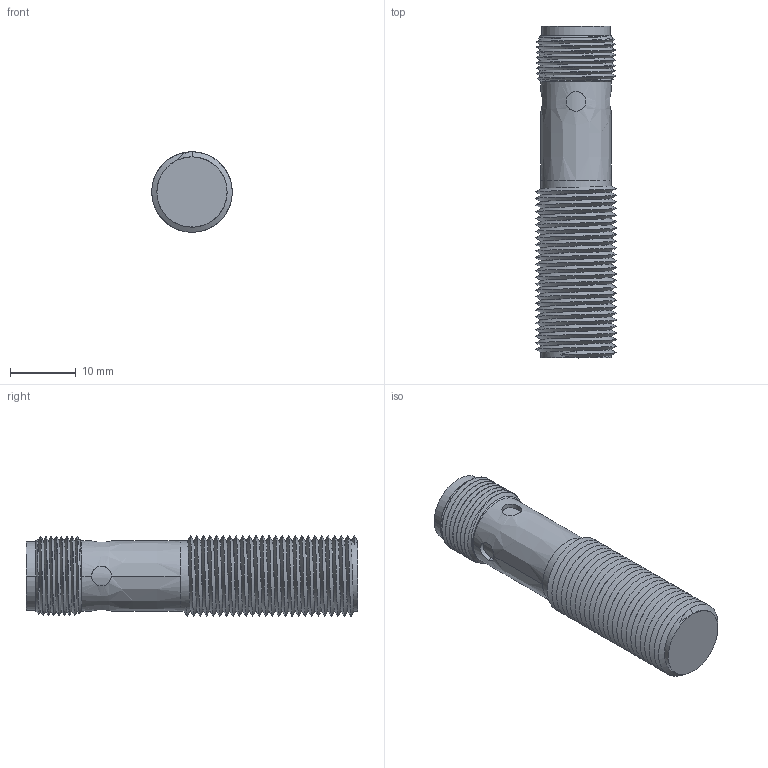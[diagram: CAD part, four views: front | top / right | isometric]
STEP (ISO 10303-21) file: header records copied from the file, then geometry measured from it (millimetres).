
FILE_DESCRIPTION(('FreeCAD Model'),'2;1');
FILE_NAME('FCM1-1202X-XRS4.stp','2021-12-07T13:56:20',( 'Author'),(''),'Open CASCADE STEP processor 7.3','FreeCAD','Unknown' );
FILE_SCHEMA(('AUTOMOTIVE_DESIGN { 1 0 10303 214 1 1 1 1 }'));
Length unit declared in the file: millimetre
Products named in the file (1): FCM1-1202X-XRS4
Bounding box: 12.26 x 50.6 x 12.26 mm (x, y, z)
Volume: 4672.8 mm3; surface area: 3328.6 mm2
Topology: 1 solids, 1 shells, 101 faces, 264 edges, 165 vertices
Faces by surface type: bspline 101
Entity records: 19822 total; most frequent: CARTESIAN_POINT 15641, B_SPLINE_CURVE_WITH_KNOTS 541, ORIENTED_EDGE 512, PCURVE 512, DEFINITIONAL_REPRESENTATION 512, EDGE_CURVE 256, SURFACE_CURVE 254, VERTEX_POINT 165
